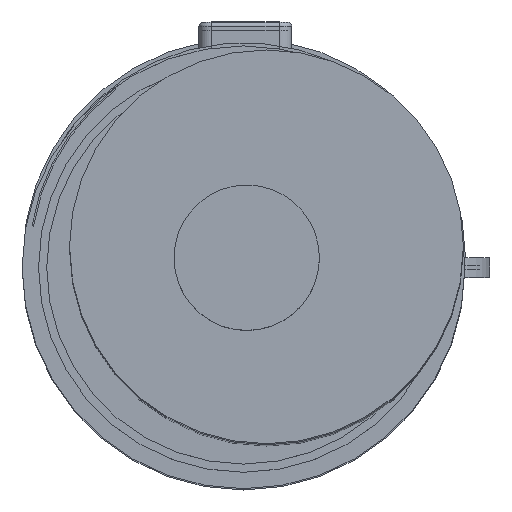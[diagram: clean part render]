
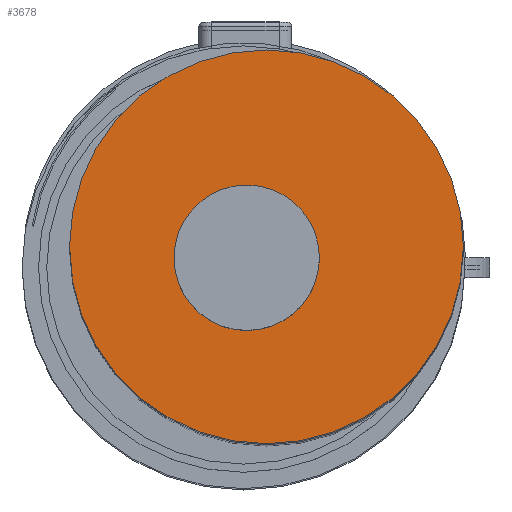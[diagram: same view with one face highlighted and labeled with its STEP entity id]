
A CAD part, top view. The second image highlights one B-rep face of the part: STEP entity #3678.
In plain terms, the highlighted planar face has unit normal (0, 0, 1).
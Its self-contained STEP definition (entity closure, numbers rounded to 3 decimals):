
#403=PLANE('',#4189);
#626=FACE_OUTER_BOUND('',#918,.T.);
#918=EDGE_LOOP('',(#3443));
#1653=CIRCLE('',#4187,15.368);
#1975=VERTEX_POINT('',#6544);
#2464=EDGE_CURVE('',#1975,#1975,#1653,.T.);
#3443=ORIENTED_EDGE('',*,*,#2464,.T.);
#3678=ADVANCED_FACE('',(#626),#403,.T.);
#4187=AXIS2_PLACEMENT_3D('',#6545,#5317,#5318);
#4189=AXIS2_PLACEMENT_3D('',#6549,#5322,#5323);
#5317=DIRECTION('center_axis',(0.,0.,1.));
#5318=DIRECTION('ref_axis',(-1.,0.,0.));
#5322=DIRECTION('center_axis',(0.,0.,1.));
#5323=DIRECTION('ref_axis',(-1.,0.,0.));
#6544=CARTESIAN_POINT('',(16.281,0.949,-113.));
#6545=CARTESIAN_POINT('Origin',(0.913,0.949,-113.));
#6549=CARTESIAN_POINT('Origin',(0.913,0.949,-113.));
